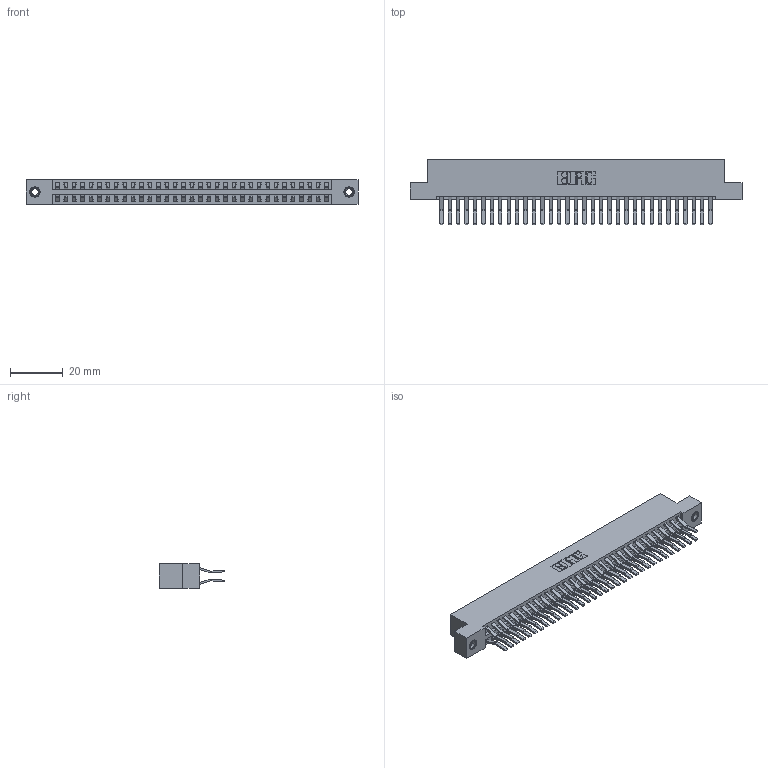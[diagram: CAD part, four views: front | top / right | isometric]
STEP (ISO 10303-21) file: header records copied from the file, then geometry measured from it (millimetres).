
FILE_DESCRIPTION (( 'STEP AP203' ), '1' );
FILE_NAME ('346-066-560-207.STEP', '2022-05-24T18:15:58', ( '' ), ( '' ), 'SwSTEP 2.0', 'SolidWorks 2020', '' );
FILE_SCHEMA (( 'CONFIG_CONTROL_DESIGN' ));
Length unit declared in the file: inch
Products named in the file (4): 345-292-001_560 Tail; 346-066-560-207; 346 Part_Flush Mounting Lugs - 0.156 Dia-TI; 345-250-001_345-250-005-103
Assembly tree (69 placements, depth 2):
  346-066-560-207
    346 Part_Flush Mounting Lugs - 0.156 Dia-TI
    345-292-001_560 Tail  x66
    345-250-001_345-250-005-103  x2
Bounding box: 125.35 x 24.78 x 9.4 mm (x, y, z)
Volume: 12572.3 mm3; surface area: 18327.9 mm2
Topology: 69 solids, 69 shells, 3746 faces, 11091 edges, 7298 vertices
Faces by surface type: plane 2418, cylinder 1312, cone 12, torus 4
Entity records: 24022 total; most frequent: CARTESIAN_POINT 3955, ORIENTED_EDGE 3882, DIRECTION 3567, EDGE_CURVE 1941, LINE 1653, VECTOR 1653, VERTEX_POINT 1288, AXIS2_PLACEMENT_3D 957
